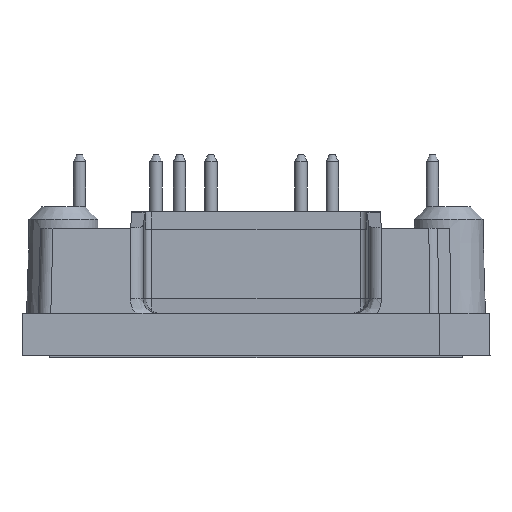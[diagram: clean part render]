
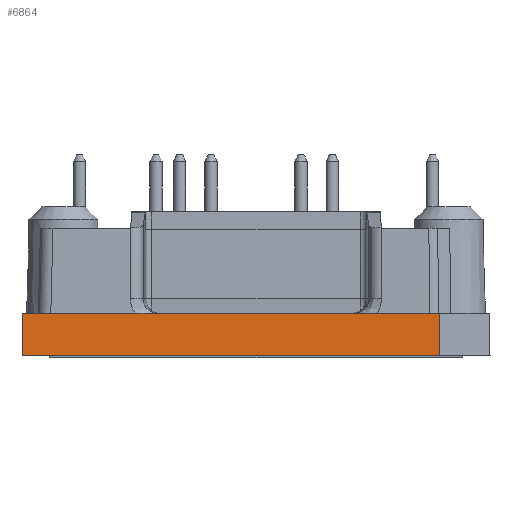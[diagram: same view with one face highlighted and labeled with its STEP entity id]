
A CAD part, left-side view. The second image highlights one B-rep face of the part: STEP entity #6864.
In plain terms, the highlighted planar face has unit normal (-1, 0, 0.018).
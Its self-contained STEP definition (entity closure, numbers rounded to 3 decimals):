
#934=ORIENTED_EDGE('',*,*,#1936,.T.);
#935=ORIENTED_EDGE('',*,*,#1937,.F.);
#936=ORIENTED_EDGE('',*,*,#1938,.T.);
#937=ORIENTED_EDGE('',*,*,#1883,.T.);
#1883=EDGE_CURVE('',#2425,#2429,#2885,.F.);
#1936=EDGE_CURVE('',#2429,#2463,#2921,.F.);
#1937=EDGE_CURVE('',#2464,#2463,#2922,.F.);
#1938=EDGE_CURVE('',#2464,#2425,#2923,.T.);
#2425=VERTEX_POINT('',#9622);
#2429=VERTEX_POINT('',#9630);
#2463=VERTEX_POINT('',#9739);
#2464=VERTEX_POINT('',#9743);
#2885=LINE('',#9631,#3197);
#2921=LINE('',#9740,#3233);
#2922=LINE('',#9742,#3234);
#2923=LINE('',#9744,#3235);
#3197=VECTOR('',#8106,1000.);
#3233=VECTOR('',#8220,1000.);
#3234=VECTOR('',#8223,1000.);
#3235=VECTOR('',#8224,1000.);
#3479=EDGE_LOOP('',(#934,#935,#936,#937));
#3975=FACE_BOUND('',#3479,.T.);
#4411=PLANE('',#7261);
#6864=ADVANCED_FACE('',(#3975),#4411,.T.);
#7261=AXIS2_PLACEMENT_3D('',#9741,#8221,#8222);
#8106=DIRECTION('',(0.,1.,0.));
#8220=DIRECTION('',(-0.017,-0.007,-1.));
#8221=DIRECTION('',(-1.,0.,0.017));
#8222=DIRECTION('',(0.017,0.,1.));
#8223=DIRECTION('',(0.,1.,0.));
#8224=DIRECTION('',(-0.017,0.017,-1.));
#9622=CARTESIAN_POINT('',(-41.,18.7,0.));
#9630=CARTESIAN_POINT('',(-41.,-14.7,0.));
#9631=CARTESIAN_POINT('',(-41.,0.,0.));
#9739=CARTESIAN_POINT('',(-40.941,-14.675,3.4));
#9740=CARTESIAN_POINT('',(-40.998,-14.699,0.134));
#9741=CARTESIAN_POINT('',(-41.,0.,0.));
#9742=CARTESIAN_POINT('',(-40.941,0.,3.4));
#9743=CARTESIAN_POINT('',(-40.941,18.641,3.4));
#9744=CARTESIAN_POINT('',(-40.994,18.694,0.326));
